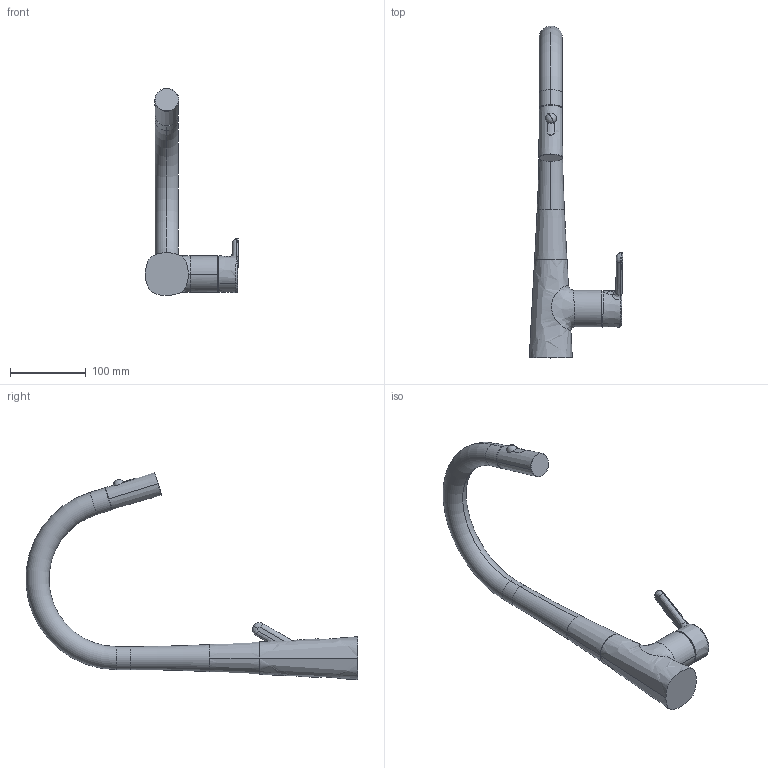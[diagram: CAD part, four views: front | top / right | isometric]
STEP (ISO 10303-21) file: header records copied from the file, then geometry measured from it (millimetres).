
FILE_DESCRIPTION (( 'STEP AP203' ), '1' );
FILE_NAME ('3032F(2017)+51362283.STEP', '2018-01-05T12:54:10', ( '' ), ( '' ), 'SwSTEP 2.0', 'SolidWorks 2016', '' );
FILE_SCHEMA (( 'CONFIG_CONTROL_DESIGN' ));
Length unit declared in the file: millimetre
Products named in the file (1): 3032F(2017)+51362283
Bounding box: 123.76 x 439.3 x 274.38 mm (x, y, z)
Volume: 882958.6 mm3; surface area: 96244.4 mm2
Topology: 1 solids, 1 shells, 71 faces, 164 edges, 102 vertices
Faces by surface type: bspline 31, torus 10, cylinder 10, plane 10, cone 7, sphere 3
Entity records: 10891 total; most frequent: CARTESIAN_POINT 9430, ORIENTED_EDGE 324, DIRECTION 222, EDGE_CURVE 162, VERTEX_POINT 101, AXIS2_PLACEMENT_3D 98, EDGE_LOOP 79, B_SPLINE_CURVE_WITH_KNOTS 76
